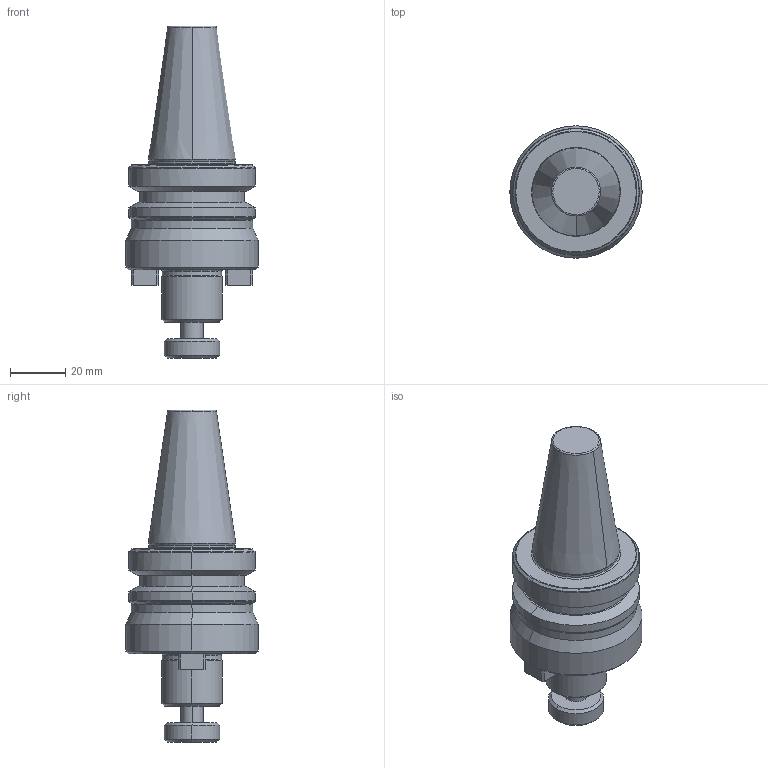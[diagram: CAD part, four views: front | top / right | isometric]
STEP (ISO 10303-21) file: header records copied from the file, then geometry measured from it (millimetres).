
FILE_DESCRIPTION (( 'STEP AP203' ), '1' );
FILE_NAME ('BT30 FMH22 040 AD-6.3G15000 SL SP.STEP', '2019-05-23T04:22:39', ( '' ), ( '' ), 'SwSTEP 2.0', 'SolidWorks 2014', '' );
FILE_SCHEMA (( 'CONFIG_CONTROL_DESIGN' ));
Length unit declared in the file: millimetre
Products named in the file (1): BT30 FMH22 040 AD-6.3G15000 SL SP
Bounding box: 48 x 48 x 120.4 mm (x, y, z)
Volume: 97136.3 mm3; surface area: 15719.3 mm2
Topology: 1 solids, 1 shells, 91 faces, 209 edges, 129 vertices
Faces by surface type: plane 27, cone 24, cylinder 20, bspline 16, torus 4
Entity records: 3353 total; most frequent: CARTESIAN_POINT 1289, ORIENTED_EDGE 418, DIRECTION 416, EDGE_CURVE 209, AXIS2_PLACEMENT_3D 162, VERTEX_POINT 129, EDGE_LOOP 100, VECTOR 92
